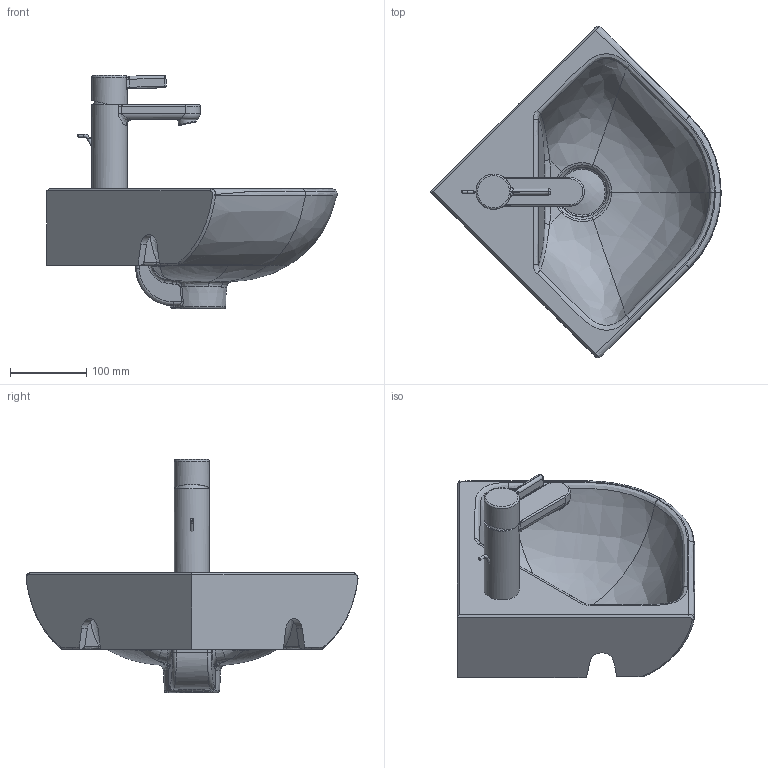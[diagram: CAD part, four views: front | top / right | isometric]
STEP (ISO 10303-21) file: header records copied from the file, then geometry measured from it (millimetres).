
FILE_DESCRIPTION((''),'2;1');
FILE_NAME('072243.stp','2016-01-04T12:14:36',('Administrator'),(''),'Autodesk Inventor 2011','Autodesk Inventor 2011','');
FILE_SCHEMA(('CONFIG_CONTROL_DESIGN'));
Length unit declared in the file: millimetre
Products named in the file (10): 072243; Armatur Durastyle Waschtisch; Fassung Sieb; Griff; Gehäuse; Hebel_Ventil; Gleitring; Kelch; Stopfen
Assembly tree (9 placements, depth 3):
  072243
    072243
    Armatur Durastyle Waschtisch
      Fassung Sieb
      Griff
      Gehäuse
      Hebel_Ventil
      Gleitring
    Kelch
    Stopfen
Bounding box: 379.94 x 434.35 x 305.56 mm (x, y, z)
Volume: 3752786.7 mm3; surface area: 458613.5 mm2
Topology: 7 solids, 9 shells, 387 faces, 964 edges, 574 vertices
Faces by surface type: bspline 187, plane 88, cylinder 83, torus 15, sphere 9, cone 5
Full cylindrical faces by diameter (mm): 4 x2, 20.15 x1, 21.15 x1, 23.15 x1, 25 x1, 35 x1, 42 x1, 44 x1, 46 x2, 60 x1
Entity records: 41475 total; most frequent: CARTESIAN_POINT 32964, ORIENTED_EDGE 1810, DIRECTION 1293, EDGE_CURVE 907, VERTEX_POINT 559, AXIS2_PLACEMENT_3D 510, EDGE_LOOP 438, FACE_OUTER_BOUND 386
